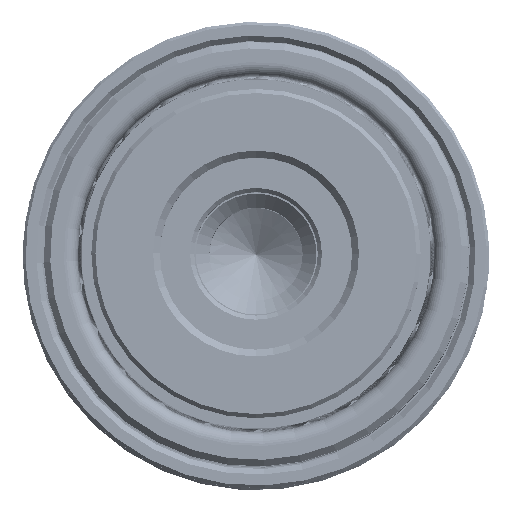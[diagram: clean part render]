
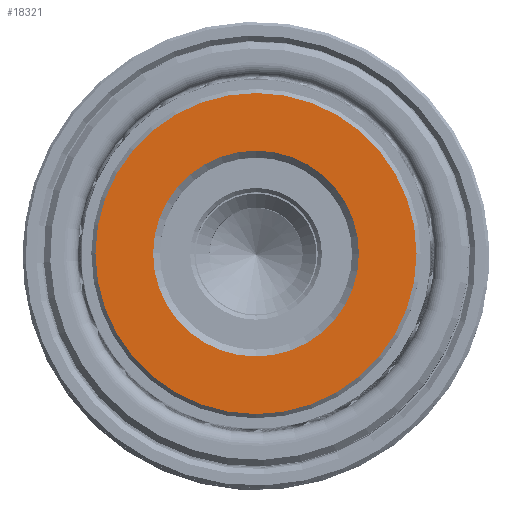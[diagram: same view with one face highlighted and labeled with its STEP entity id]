
A CAD part, top view. The second image highlights one B-rep face of the part: STEP entity #18321.
In plain terms, the highlighted face is planar.
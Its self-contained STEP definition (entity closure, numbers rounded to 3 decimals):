
#964 = VERTEX_POINT ( 'NONE', #27039 ) ;
#1215 = DIRECTION ( 'NONE',  ( 0., 0., 1. ) ) ;
#1320 = CARTESIAN_POINT ( 'NONE',  ( 0., 0., 0. ) ) ;
#1590 = VERTEX_POINT ( 'NONE', #39715 ) ;
#4647 = DIRECTION ( 'NONE',  ( 1., 0., 0. ) ) ;
#5273 = EDGE_CURVE ( 'NONE', #964, #1590, #30076, .T. ) ;
#5969 = EDGE_LOOP ( 'NONE', ( #42607, #12452 ) ) ;
#6082 = FACE_OUTER_BOUND ( 'NONE', #32523, .T. ) ;
#11979 = CIRCLE ( 'NONE', #14771, 11.7 ) ;
#12262 = EDGE_CURVE ( 'NONE', #30459, #37206, #11979, .T. ) ;
#12452 = ORIENTED_EDGE ( 'NONE', *, *, #5273, .T. ) ;
#12725 = AXIS2_PLACEMENT_3D ( 'NONE', #38640, #18648, #41998 ) ;
#13062 = DIRECTION ( 'NONE',  ( 0., 0., -1. ) ) ;
#14124 = CARTESIAN_POINT ( 'NONE',  ( -11.7, 0., 0. ) ) ;
#14443 = AXIS2_PLACEMENT_3D ( 'NONE', #21084, #1215, #24458 ) ;
#14588 = CARTESIAN_POINT ( 'NONE',  ( 0., 0., 0. ) ) ;
#14771 = AXIS2_PLACEMENT_3D ( 'NONE', #32998, #13062, #36377 ) ;
#16085 = CIRCLE ( 'NONE', #18226, 11.7 ) ;
#18226 = AXIS2_PLACEMENT_3D ( 'NONE', #1320, #24555, #4647 ) ;
#18321 = ADVANCED_FACE ( 'NONE', ( #6082, #22732 ), #34533, .F. ) ;
#18648 = DIRECTION ( 'NONE',  ( 0., 0., 1. ) ) ;
#20115 = EDGE_CURVE ( 'NONE', #1590, #964, #42569, .T. ) ;
#21084 = CARTESIAN_POINT ( 'NONE',  ( 0., 0., 0. ) ) ;
#22732 = FACE_BOUND ( 'NONE', #5969, .T. ) ;
#24458 = DIRECTION ( 'NONE',  ( 1., 0., 0. ) ) ;
#24555 = DIRECTION ( 'NONE',  ( 0., 0., -1. ) ) ;
#27039 = CARTESIAN_POINT ( 'NONE',  ( 7.5, 0., 0. ) ) ;
#27128 = CARTESIAN_POINT ( 'NONE',  ( 11.7, 0., 0. ) ) ;
#30076 = CIRCLE ( 'NONE', #12725, 7.5 ) ;
#30459 = VERTEX_POINT ( 'NONE', #14124 ) ;
#32465 = AXIS2_PLACEMENT_3D ( 'NONE', #14588, #37780, #41284 ) ;
#32523 = EDGE_LOOP ( 'NONE', ( #40503, #35917 ) ) ;
#32998 = CARTESIAN_POINT ( 'NONE',  ( 0., 0., 0. ) ) ;
#34533 = PLANE ( 'NONE',  #32465 ) ;
#35917 = ORIENTED_EDGE ( 'NONE', *, *, #12262, .T. ) ;
#36377 = DIRECTION ( 'NONE',  ( 1., 0., 0. ) ) ;
#37206 = VERTEX_POINT ( 'NONE', #27128 ) ;
#37780 = DIRECTION ( 'NONE',  ( 0., 0., 1. ) ) ;
#38422 = EDGE_CURVE ( 'NONE', #37206, #30459, #16085, .T. ) ;
#38640 = CARTESIAN_POINT ( 'NONE',  ( 0., 0., 0. ) ) ;
#39715 = CARTESIAN_POINT ( 'NONE',  ( -7.5, 0., 0. ) ) ;
#40503 = ORIENTED_EDGE ( 'NONE', *, *, #38422, .T. ) ;
#41284 = DIRECTION ( 'NONE',  ( 1., 0., 0. ) ) ;
#41998 = DIRECTION ( 'NONE',  ( 1., 0., 0. ) ) ;
#42569 = CIRCLE ( 'NONE', #14443, 7.5 ) ;
#42607 = ORIENTED_EDGE ( 'NONE', *, *, #20115, .T. ) ;
